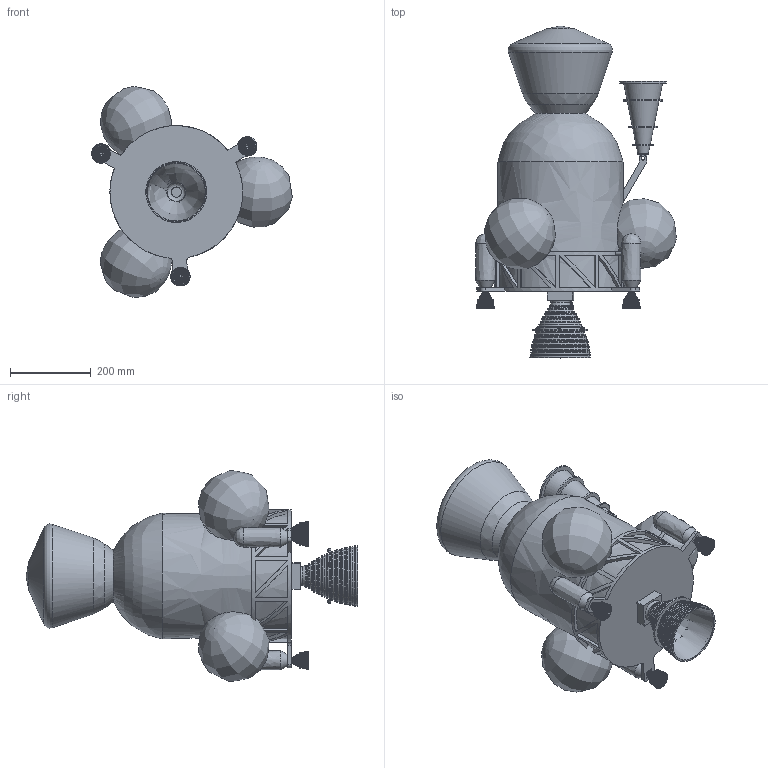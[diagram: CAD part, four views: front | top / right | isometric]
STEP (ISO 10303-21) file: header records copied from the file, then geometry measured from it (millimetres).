
FILE_DESCRIPTION(('FreeCAD Model'),'2;1');
FILE_NAME('Open CASCADE Shape Model','2025-04-27T02:40:52',('FreeCAD'),( 'FreeCAD'),'Open CASCADE STEP processor 7.6','FreeCAD','Unknown');
FILE_SCHEMA(('AUTOMOTIVE_DESIGN { 1 0 10303 214 1 1 1 1 }'));
Products named in the file (1): Open CASCADE STEP translator 7.6 1
Bounding box: 495.85 x 820.43 x 521.76 mm (x, y, z)
Volume: 12938637.8 mm3; surface area: 2431423.9 mm2
Topology: 11 solids, 16 shells, 1108 faces, 2302 edges, 1419 vertices
Faces by surface type: bspline 1108
Entity records: 33667 total; most frequent: CARTESIAN_POINT 19785, ORIENTED_EDGE 4562, EDGE_CURVE 2281, VERTEX_POINT 1413, FACE_BOUND 1382, EDGE_LOOP 1376, B_SPLINE_CURVE_WITH_KNOTS 1193, ADVANCED_FACE 1108
